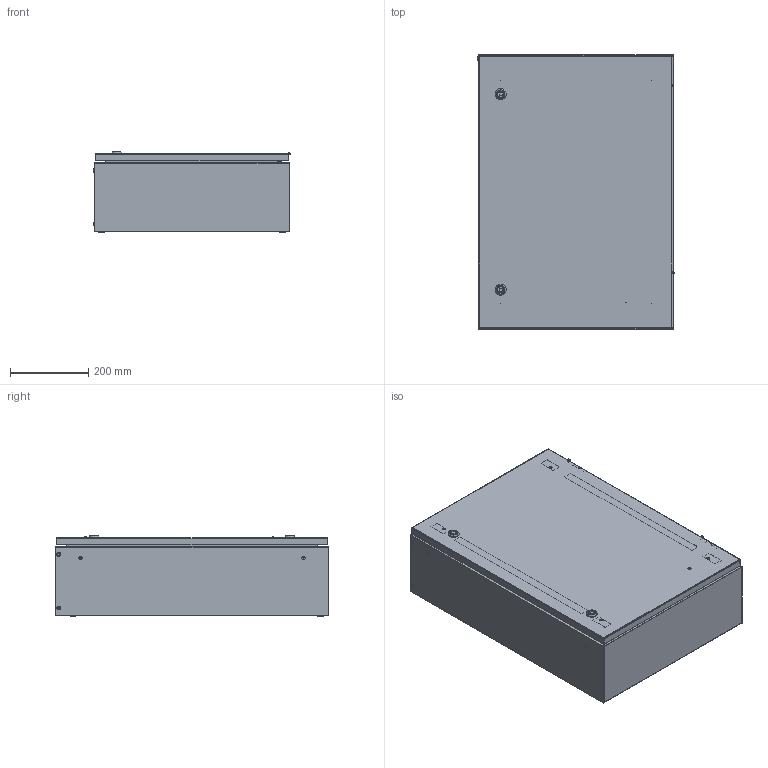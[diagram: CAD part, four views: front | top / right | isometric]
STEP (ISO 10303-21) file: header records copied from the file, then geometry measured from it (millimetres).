
FILE_DESCRIPTION (( 'STEP AP214' ), '1' );
FILE_NAME ('IP-SS705020_stp.step', '2025-04-28T12:38:36', ( '' ), ( '' ), 'SwSTEP 2.0', 'SolidWorks 2023', '' );
FILE_SCHEMA (( 'AUTOMOTIVE_DESIGN' ));
Length unit declared in the file: millimetre
Products named in the file (1): IP-SS705020_stp
Bounding box: 502 x 700 x 206.5 mm (x, y, z)
Volume: 2489893.1 mm3; surface area: 3317488.6 mm2
Topology: 41 solids, 43 shells, 1906 faces, 4634 edges, 2880 vertices
Faces by surface type: plane 726, cylinder 680, cone 440, bspline 44, torus 16
Entity records: 59705 total; most frequent: CARTESIAN_POINT 14213, DIRECTION 9540, ORIENTED_EDGE 9268, EDGE_CURVE 4634, AXIS2_PLACEMENT_3D 3631, VERTEX_POINT 2880, VECTOR 2278, LINE 2278
